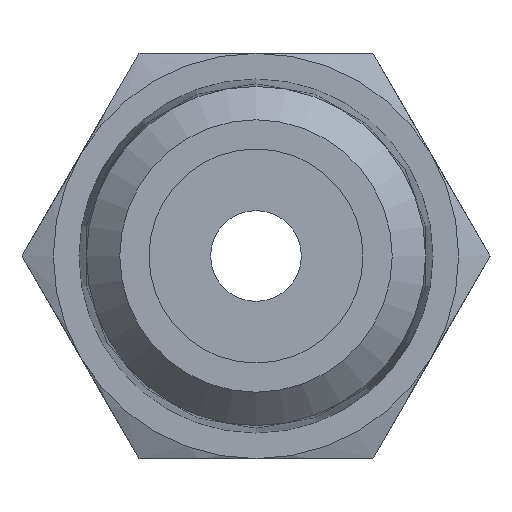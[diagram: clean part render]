
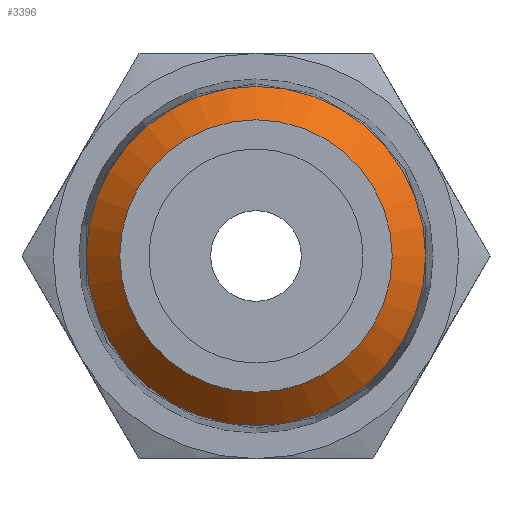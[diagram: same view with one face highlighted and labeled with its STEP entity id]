
A CAD part, left-side view. The second image highlights one B-rep face of the part: STEP entity #3396.
In plain terms, the highlighted conical face has half-angle 45.895 degrees and reference radius 5.989 mm.
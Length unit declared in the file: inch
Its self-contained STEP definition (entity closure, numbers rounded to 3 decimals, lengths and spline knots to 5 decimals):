
#3369=CARTESIAN_POINT('',(-0.53501,0.,0.));
#3370=DIRECTION('',(1.0,0.,0.));
#3371=DIRECTION('',(0.0,0.0,-1.0));
#3372=AXIS2_PLACEMENT_3D('',#3369,#3370,#3371);
#3373=CONICAL_SURFACE('',#3372,0.23578,45.895);
#3374=CARTESIAN_POINT('',(-0.56,0.,0.21));
#3375=VERTEX_POINT('',#3374);
#3376=CARTESIAN_POINT('',(-0.56,0.,0.));
#3377=DIRECTION('',(1.0,0.0,0.0));
#3378=DIRECTION('',(0.0,0.0,-1.0));
#3379=AXIS2_PLACEMENT_3D('',#3376,#3377,#3378);
#3380=CIRCLE('',#3379,0.21);
#3381=EDGE_CURVE('',#3375,#3375,#3380,.T.);
#3382=ORIENTED_EDGE('',*,*,#3381,.T.);
#3383=EDGE_LOOP('',(#3382));
#3384=FACE_OUTER_BOUND('',#3383,.T.);
#3385=CARTESIAN_POINT('',(-0.51002,0.,0.26156));
#3386=VERTEX_POINT('',#3385);
#3387=CARTESIAN_POINT('',(-0.51002,0.,0.0));
#3388=DIRECTION('',(-1.0,0.0,0.0));
#3389=DIRECTION('',(0.0,0.0,-1.0));
#3390=AXIS2_PLACEMENT_3D('',#3387,#3388,#3389);
#3391=CIRCLE('',#3390,0.26156);
#3392=EDGE_CURVE('',#3386,#3386,#3391,.T.);
#3393=ORIENTED_EDGE('',*,*,#3392,.T.);
#3394=EDGE_LOOP('',(#3393));
#3395=FACE_BOUND('',#3394,.T.);
#3396=ADVANCED_FACE('',(#3384,#3395),#3373,.T.);
